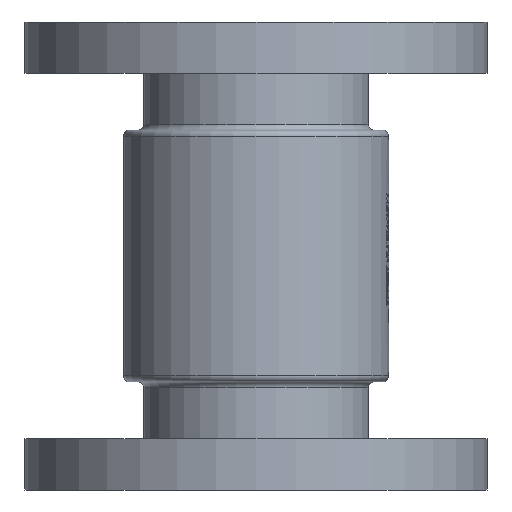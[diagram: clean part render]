
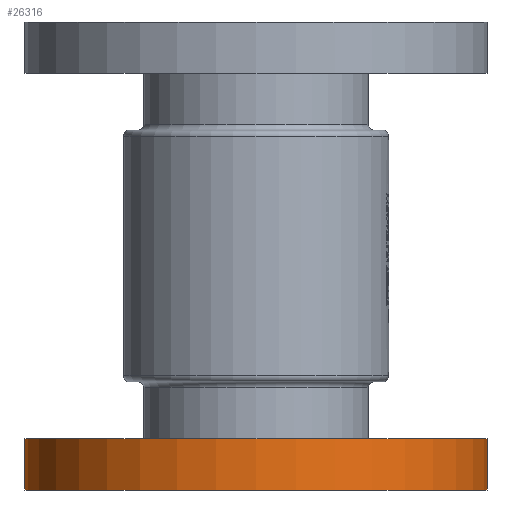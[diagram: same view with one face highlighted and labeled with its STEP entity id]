
A CAD part, front view. The second image highlights one B-rep face of the part: STEP entity #26316.
In plain terms, the highlighted cylindrical face has radius 117.5 mm (diameter 235 mm), a partial arc.
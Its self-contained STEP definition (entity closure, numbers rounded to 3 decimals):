
#3304 = CARTESIAN_POINT ( 'NONE',  ( 117.5, 0., -238. ) ) ;
#3500 = DIRECTION ( 'NONE',  ( 0., 0., -1. ) ) ;
#3876 = DIRECTION ( 'NONE',  ( 0., 0., -1. ) ) ;
#5841 = CYLINDRICAL_SURFACE ( 'NONE', #13586, 117.5 ) ;
#6225 = ORIENTED_EDGE ( 'NONE', *, *, #26619, .F. ) ;
#8877 = CIRCLE ( 'NONE', #18308, 117.5 ) ;
#8930 = DIRECTION ( 'NONE',  ( 0., 0., 1. ) ) ;
#10459 = DIRECTION ( 'NONE',  ( 0., 0., -1. ) ) ;
#10957 = DIRECTION ( 'NONE',  ( 1., 0., 0. ) ) ;
#10987 = CARTESIAN_POINT ( 'NONE',  ( -117.5, 0., -212. ) ) ;
#12761 = CARTESIAN_POINT ( 'NONE',  ( 0., 0., -238. ) ) ;
#12913 = DIRECTION ( 'NONE',  ( 1., 0., 0. ) ) ;
#13193 = CARTESIAN_POINT ( 'NONE',  ( -117.5, 0., -238. ) ) ;
#13432 = FACE_OUTER_BOUND ( 'NONE', #30817, .T. ) ;
#13470 = EDGE_CURVE ( 'NONE', #16040, #16133, #8877, .T. ) ;
#13586 = AXIS2_PLACEMENT_3D ( 'NONE', #24673, #3500, #10957 ) ;
#13721 = DIRECTION ( 'NONE',  ( 1., 0., 0. ) ) ;
#14105 = AXIS2_PLACEMENT_3D ( 'NONE', #12761, #17304, #12913 ) ;
#14240 = CARTESIAN_POINT ( 'NONE',  ( 117.5, 0., -212. ) ) ;
#14338 = CARTESIAN_POINT ( 'NONE',  ( -117.5, 0., -238. ) ) ;
#14986 = ORIENTED_EDGE ( 'NONE', *, *, #25368, .T. ) ;
#15536 = LINE ( 'NONE', #13193, #26053 ) ;
#16040 = VERTEX_POINT ( 'NONE', #10987 ) ;
#16133 = VERTEX_POINT ( 'NONE', #14240 ) ;
#17097 = VECTOR ( 'NONE', #10459, 1000. ) ;
#17304 = DIRECTION ( 'NONE',  ( 0., 0., 1. ) ) ;
#18308 = AXIS2_PLACEMENT_3D ( 'NONE', #25731, #8930, #13721 ) ;
#19602 = ORIENTED_EDGE ( 'NONE', *, *, #13470, .F. ) ;
#24364 = ORIENTED_EDGE ( 'NONE', *, *, #25676, .T. ) ;
#24673 = CARTESIAN_POINT ( 'NONE',  ( 0., 0., -238. ) ) ;
#25368 = EDGE_CURVE ( 'NONE', #28568, #26426, #29041, .T. ) ;
#25676 = EDGE_CURVE ( 'NONE', #16040, #28568, #15536, .T. ) ;
#25731 = CARTESIAN_POINT ( 'NONE',  ( 0., 0., -212. ) ) ;
#26053 = VECTOR ( 'NONE', #3876, 1000. ) ;
#26316 = ADVANCED_FACE ( 'NONE', ( #13432 ), #5841, .T. ) ;
#26426 = VERTEX_POINT ( 'NONE', #27786 ) ;
#26619 = EDGE_CURVE ( 'NONE', #16133, #26426, #27276, .T. ) ;
#27276 = LINE ( 'NONE', #3304, #17097 ) ;
#27786 = CARTESIAN_POINT ( 'NONE',  ( 117.5, 0., -238. ) ) ;
#28568 = VERTEX_POINT ( 'NONE', #14338 ) ;
#29041 = CIRCLE ( 'NONE', #14105, 117.5 ) ;
#30817 = EDGE_LOOP ( 'NONE', ( #19602, #24364, #14986, #6225 ) ) ;
